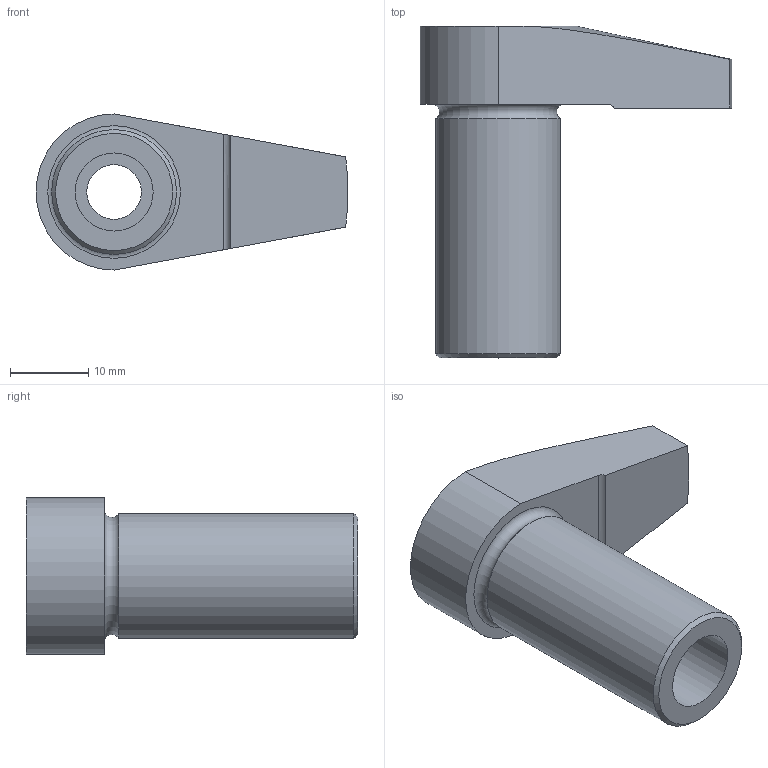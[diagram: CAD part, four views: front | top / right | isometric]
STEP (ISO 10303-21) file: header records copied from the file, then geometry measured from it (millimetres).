
FILE_DESCRIPTION( ( 'STEP AP214' ), '1' );
FILE_NAME( 'K0012.406.stp', '2020-11-24T14:39:00', ( '' ), ( '' ), ' ', 'PARTsolutions', ' ' );
FILE_SCHEMA( ( 'AUTOMOTIVE_DESIGN { 1 0 10303 214 1 1 1 1 }' ) );
Length unit declared in the file: millimetre
Products named in the file (1): _K0012.406
Bounding box: 39.96 x 42.5 x 20 mm (x, y, z)
Volume: 9118.7 mm3; surface area: 4846.9 mm2
Topology: 1 solids, 1 shells, 18 faces, 37 edges, 24 vertices
Faces by surface type: plane 8, cylinder 7, cone 2, torus 1
Full cylindrical faces by diameter (mm): 7 x1, 10 x1, 11 x1, 16 x1
Entity records: 634 total; most frequent: CARTESIAN_POINT 96, DIRECTION 84, ORIENTED_EDGE 62, AXIS2_PLACEMENT_3D 36, EDGE_CURVE 31, EDGE_LOOP 29, VERTEX_POINT 24, FACE_OUTER_BOUND 23
